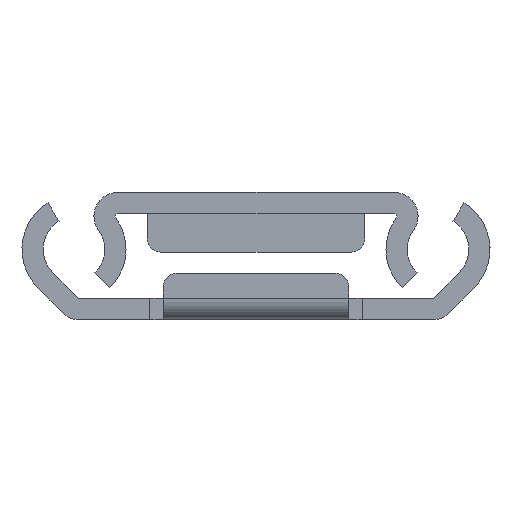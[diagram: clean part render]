
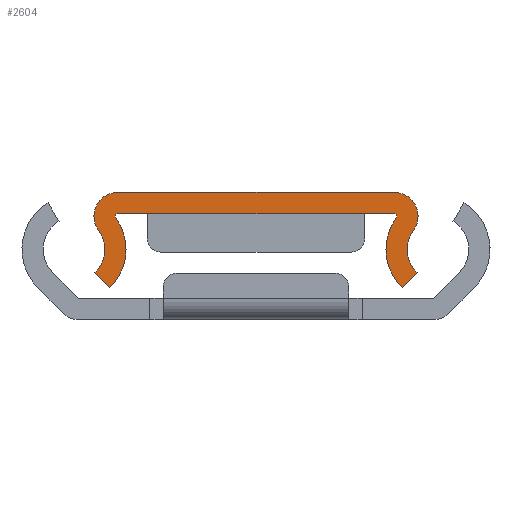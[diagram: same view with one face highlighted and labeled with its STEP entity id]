
A CAD part, left-side view. The second image highlights one B-rep face of the part: STEP entity #2604.
In plain terms, the highlighted planar face has unit normal (-1, 0, 0).
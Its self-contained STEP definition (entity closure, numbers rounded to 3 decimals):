
#97 = CARTESIAN_POINT ( 'NONE',  ( 0., 10.425, -1.8 ) ) ;
#132 = DIRECTION ( 'NONE',  ( 1., 0., 0. ) ) ;
#153 = CIRCLE ( 'NONE', #3268, 0.2 ) ;
#196 = EDGE_CURVE ( 'NONE', #1349, #3387, #2242, .T. ) ;
#209 = EDGE_CURVE ( 'NONE', #1698, #716, #500, .T. ) ;
#264 = CARTESIAN_POINT ( 'NONE',  ( 0., -10.425, -1.8 ) ) ;
#271 = AXIS2_PLACEMENT_3D ( 'NONE', #97, #2428, #3333 ) ;
#281 = DIRECTION ( 'NONE',  ( 0., -0.689, -0.725 ) ) ;
#352 = EDGE_CURVE ( 'NONE', #3380, #2351, #919, .T. ) ;
#370 = AXIS2_PLACEMENT_3D ( 'NONE', #2773, #2798, #760 ) ;
#496 = CARTESIAN_POINT ( 'NONE',  ( 0., -10.425, 0. ) ) ;
#500 = CIRCLE ( 'NONE', #370, 2.4 ) ;
#561 = CARTESIAN_POINT ( 'NONE',  ( 0., 10.425, -1.6 ) ) ;
#567 = DIRECTION ( 'NONE',  ( 0., 0., -1. ) ) ;
#615 = EDGE_CURVE ( 'NONE', #3691, #2351, #3661, .T. ) ;
#664 = LINE ( 'NONE', #2599, #2136 ) ;
#716 = VERTEX_POINT ( 'NONE', #2513 ) ;
#760 = DIRECTION ( 'NONE',  ( 0., 0., -1. ) ) ;
#790 = CARTESIAN_POINT ( 'NONE',  ( 0., 13.8, -4.3 ) ) ;
#816 = ORIENTED_EDGE ( 'NONE', *, *, #1416, .T. ) ;
#819 = CARTESIAN_POINT ( 'NONE',  ( 0., -11.871, -2.871 ) ) ;
#883 = VERTEX_POINT ( 'NONE', #2465 ) ;
#919 = CIRCLE ( 'NONE', #271, 1.8 ) ;
#923 = PLANE ( 'NONE',  #2407 ) ;
#1034 = CIRCLE ( 'NONE', #1412, 1.8 ) ;
#1170 = DIRECTION ( 'NONE',  ( 1., 0., 0. ) ) ;
#1286 = ORIENTED_EDGE ( 'NONE', *, *, #2462, .F. ) ;
#1292 = CIRCLE ( 'NONE', #2329, 2.4 ) ;
#1300 = VECTOR ( 'NONE', #2198, 1000. ) ;
#1349 = VERTEX_POINT ( 'NONE', #2558 ) ;
#1404 = DIRECTION ( 'NONE',  ( 0., 0.689, -0.725 ) ) ;
#1412 = AXIS2_PLACEMENT_3D ( 'NONE', #3170, #1415, #3477 ) ;
#1415 = DIRECTION ( 'NONE',  ( -1., 0., 0. ) ) ;
#1416 = EDGE_CURVE ( 'NONE', #3380, #2415, #1292, .T. ) ;
#1486 = EDGE_CURVE ( 'NONE', #2876, #883, #3467, .T. ) ;
#1492 = ORIENTED_EDGE ( 'NONE', *, *, #615, .T. ) ;
#1522 = DIRECTION ( 'NONE',  ( 1., 0., 0. ) ) ;
#1551 = DIRECTION ( 'NONE',  ( -1., 0., 0. ) ) ;
#1632 = VERTEX_POINT ( 'NONE', #2111 ) ;
#1663 = EDGE_CURVE ( 'NONE', #716, #1632, #664, .T. ) ;
#1679 = AXIS2_PLACEMENT_3D ( 'NONE', #1879, #132, #2178 ) ;
#1698 = VERTEX_POINT ( 'NONE', #819 ) ;
#1705 = CARTESIAN_POINT ( 'NONE',  ( 0., 11.871, -2.871 ) ) ;
#1797 = DIRECTION ( 'NONE',  ( 0., 0., -1. ) ) ;
#1839 = ORIENTED_EDGE ( 'NONE', *, *, #352, .F. ) ;
#1848 = FACE_OUTER_BOUND ( 'NONE', #3063, .T. ) ;
#1860 = CIRCLE ( 'NONE', #1679, 0.2 ) ;
#1879 = CARTESIAN_POINT ( 'NONE',  ( 0., 10.425, -1.8 ) ) ;
#1901 = AXIS2_PLACEMENT_3D ( 'NONE', #3312, #1551, #3624 ) ;
#1909 = CARTESIAN_POINT ( 'NONE',  ( 0., 0., 0. ) ) ;
#1977 = ORIENTED_EDGE ( 'NONE', *, *, #3337, .T. ) ;
#2111 = CARTESIAN_POINT ( 'NONE',  ( 0., -11.045, -7.2 ) ) ;
#2136 = VECTOR ( 'NONE', #1404, 1000. ) ;
#2138 = VECTOR ( 'NONE', #281, 1000. ) ;
#2178 = DIRECTION ( 'NONE',  ( 0., 0., -1. ) ) ;
#2198 = DIRECTION ( 'NONE',  ( 0., 1., 0. ) ) ;
#2227 = ORIENTED_EDGE ( 'NONE', *, *, #2342, .T. ) ;
#2242 = LINE ( 'NONE', #2990, #3617 ) ;
#2304 = DIRECTION ( 'NONE',  ( -1., 0., 0. ) ) ;
#2308 = CARTESIAN_POINT ( 'NONE',  ( 0., 12.147, -6.04 ) ) ;
#2329 = AXIS2_PLACEMENT_3D ( 'NONE', #3284, #1522, #3594 ) ;
#2342 = EDGE_CURVE ( 'NONE', #3275, #1632, #2945, .T. ) ;
#2351 = VERTEX_POINT ( 'NONE', #3032 ) ;
#2407 = AXIS2_PLACEMENT_3D ( 'NONE', #3235, #3553, #1797 ) ;
#2415 = VERTEX_POINT ( 'NONE', #2463 ) ;
#2428 = DIRECTION ( 'NONE',  ( 1., 0., 0. ) ) ;
#2444 = ORIENTED_EDGE ( 'NONE', *, *, #1663, .F. ) ;
#2462 = EDGE_CURVE ( 'NONE', #3275, #1349, #153, .T. ) ;
#2463 = CARTESIAN_POINT ( 'NONE',  ( 0., 12.147, -6.04 ) ) ;
#2465 = CARTESIAN_POINT ( 'NONE',  ( 0., 11.045, -7.2 ) ) ;
#2513 = CARTESIAN_POINT ( 'NONE',  ( 0., -12.147, -6.04 ) ) ;
#2555 = DIRECTION ( 'NONE',  ( 0., 0., -1. ) ) ;
#2558 = CARTESIAN_POINT ( 'NONE',  ( 0., -10.425, -1.6 ) ) ;
#2560 = ORIENTED_EDGE ( 'NONE', *, *, #3115, .T. ) ;
#2599 = CARTESIAN_POINT ( 'NONE',  ( 0., -12.147, -6.04 ) ) ;
#2604 = ADVANCED_FACE ( 'NONE', ( #1848 ), #923, .F. ) ;
#2682 = ORIENTED_EDGE ( 'NONE', *, *, #209, .F. ) ;
#2697 = AXIS2_PLACEMENT_3D ( 'NONE', #790, #1170, #2555 ) ;
#2731 = ORIENTED_EDGE ( 'NONE', *, *, #1486, .F. ) ;
#2773 = CARTESIAN_POINT ( 'NONE',  ( 0., -13.8, -4.3 ) ) ;
#2798 = DIRECTION ( 'NONE',  ( -1., 0., 0. ) ) ;
#2876 = VERTEX_POINT ( 'NONE', #3407 ) ;
#2945 = CIRCLE ( 'NONE', #1901, 4. ) ;
#2976 = ORIENTED_EDGE ( 'NONE', *, *, #3021, .T. ) ;
#2990 = CARTESIAN_POINT ( 'NONE',  ( 0., 0., -1.6 ) ) ;
#3002 = ORIENTED_EDGE ( 'NONE', *, *, #196, .F. ) ;
#3021 = EDGE_CURVE ( 'NONE', #2415, #883, #3803, .T. ) ;
#3032 = CARTESIAN_POINT ( 'NONE',  ( 0., 10.425, 0. ) ) ;
#3063 = EDGE_LOOP ( 'NONE', ( #3002, #1286, #2227, #2444, #2682, #1977, #1492, #1839, #816, #2976, #2731, #2560 ) ) ;
#3115 = EDGE_CURVE ( 'NONE', #2876, #3387, #1860, .T. ) ;
#3117 = CARTESIAN_POINT ( 'NONE',  ( 0., -10.586, -1.919 ) ) ;
#3170 = CARTESIAN_POINT ( 'NONE',  ( 0., -10.425, -1.8 ) ) ;
#3235 = CARTESIAN_POINT ( 'NONE',  ( 0., 10.425, -1.8 ) ) ;
#3268 = AXIS2_PLACEMENT_3D ( 'NONE', #264, #2304, #567 ) ;
#3275 = VERTEX_POINT ( 'NONE', #3117 ) ;
#3284 = CARTESIAN_POINT ( 'NONE',  ( 0., 13.8, -4.3 ) ) ;
#3294 = DIRECTION ( 'NONE',  ( 0., 1., 0. ) ) ;
#3312 = CARTESIAN_POINT ( 'NONE',  ( 0., -13.8, -4.3 ) ) ;
#3333 = DIRECTION ( 'NONE',  ( 0., 0., -1. ) ) ;
#3337 = EDGE_CURVE ( 'NONE', #1698, #3691, #1034, .T. ) ;
#3380 = VERTEX_POINT ( 'NONE', #1705 ) ;
#3387 = VERTEX_POINT ( 'NONE', #561 ) ;
#3407 = CARTESIAN_POINT ( 'NONE',  ( 0., 10.586, -1.919 ) ) ;
#3467 = CIRCLE ( 'NONE', #2697, 4. ) ;
#3477 = DIRECTION ( 'NONE',  ( 0., 0., -1. ) ) ;
#3553 = DIRECTION ( 'NONE',  ( 1., 0., 0. ) ) ;
#3594 = DIRECTION ( 'NONE',  ( 0., 0., -1. ) ) ;
#3617 = VECTOR ( 'NONE', #3294, 1000. ) ;
#3624 = DIRECTION ( 'NONE',  ( 0., 0., -1. ) ) ;
#3661 = LINE ( 'NONE', #1909, #1300 ) ;
#3691 = VERTEX_POINT ( 'NONE', #496 ) ;
#3803 = LINE ( 'NONE', #2308, #2138 ) ;
